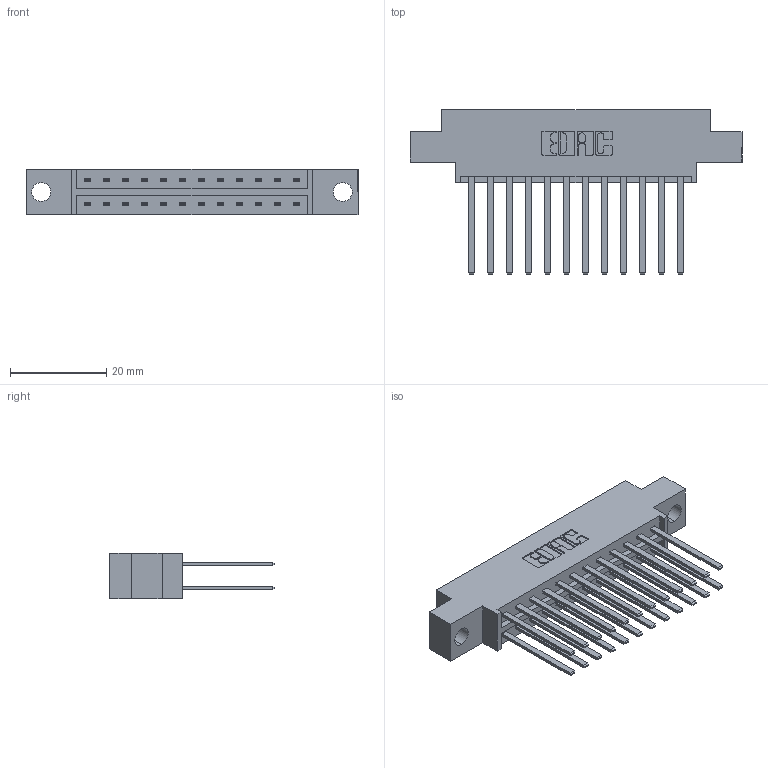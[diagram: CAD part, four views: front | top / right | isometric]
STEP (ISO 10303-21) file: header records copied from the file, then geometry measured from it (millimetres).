
FILE_DESCRIPTION (( 'STEP AP203' ), '1' );
FILE_NAME ('833-024-544-804.STEP', '2020-06-01T22:02:48', ( '' ), ( '' ), 'SwSTEP 2.0', 'SolidWorks 2020', '' );
FILE_SCHEMA (( 'CONFIG_CONTROL_DESIGN' ));
Length unit declared in the file: inch
Products named in the file (3): 345-292-001_345-293-144; 833 Part_Offset - .156 Dia - TH; 833-024-544-804
Assembly tree (25 placements, depth 2):
  833-024-544-804
    833 Part_Offset - .156 Dia - TH
    345-292-001_345-293-144  x24
Bounding box: 69.09 x 34.3 x 9.4 mm (x, y, z)
Volume: 6793.7 mm3; surface area: 8813 mm2
Topology: 25 solids, 25 shells, 1222 faces, 3611 edges, 2374 vertices
Faces by surface type: plane 842, cylinder 380
Entity records: 11551 total; most frequent: CARTESIAN_POINT 1950, ORIENTED_EDGE 1886, DIRECTION 1715, EDGE_CURVE 943, VECTOR 819, LINE 819, VERTEX_POINT 626, AXIS2_PLACEMENT_3D 448
